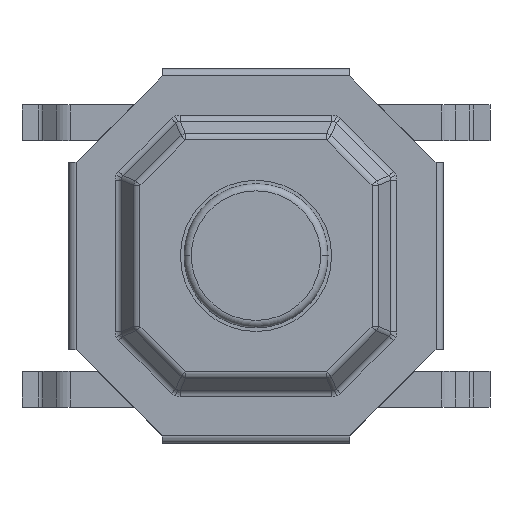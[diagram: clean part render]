
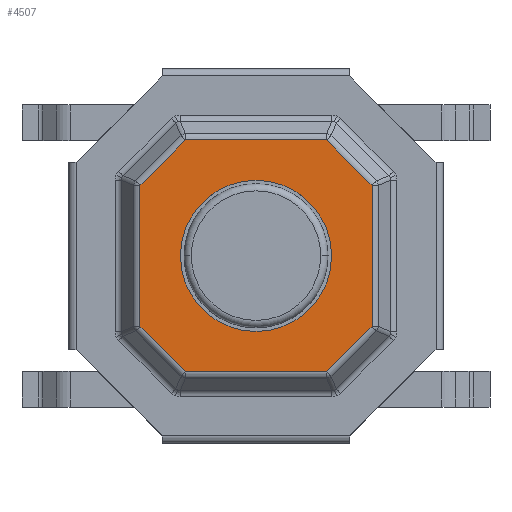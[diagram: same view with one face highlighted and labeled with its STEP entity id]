
A CAD part, top view. The second image highlights one B-rep face of the part: STEP entity #4507.
In plain terms, the highlighted planar face has unit normal (0, 0, 1).
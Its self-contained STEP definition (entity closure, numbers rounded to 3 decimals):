
#356 = VERTEX_POINT ( 'NONE', #12245 ) ;
#453 = CARTESIAN_POINT ( 'NONE',  ( 1.611, 0.98, 1.2 ) ) ;
#464 = ORIENTED_EDGE ( 'NONE', *, *, #5237, .T. ) ;
#1233 = VECTOR ( 'NONE', #17904, 1000. ) ;
#1277 = CARTESIAN_POINT ( 'NONE',  ( -1.611, 0.98, 1.2 ) ) ;
#1278 = EDGE_CURVE ( 'NONE', #356, #13833, #3988, .T. ) ;
#1302 = EDGE_CURVE ( 'NONE', #14436, #356, #13984, .T. ) ;
#1358 = DIRECTION ( 'NONE',  ( -0.707, -0.707, 0. ) ) ;
#2098 = ORIENTED_EDGE ( 'NONE', *, *, #9928, .F. ) ;
#2273 = VERTEX_POINT ( 'NONE', #14142 ) ;
#2481 = DIRECTION ( 'NONE',  ( 1., 0., 0. ) ) ;
#2600 = VERTEX_POINT ( 'NONE', #9314 ) ;
#2605 = FACE_OUTER_BOUND ( 'NONE', #17057, .T. ) ;
#2809 = DIRECTION ( 'NONE',  ( -0.707, 0.707, 0. ) ) ;
#2828 = DIRECTION ( 'NONE',  ( 0., 0., 1. ) ) ;
#3268 = VECTOR ( 'NONE', #10964, 1000. ) ;
#3901 = DIRECTION ( 'NONE',  ( 0., 0., 1. ) ) ;
#3988 = LINE ( 'NONE', #12842, #15779 ) ;
#4142 = ORIENTED_EDGE ( 'NONE', *, *, #1278, .T. ) ;
#4162 = VECTOR ( 'NONE', #2809, 1000. ) ;
#4331 = CARTESIAN_POINT ( 'NONE',  ( 1.296, -1.296, 1.2 ) ) ;
#4360 = CARTESIAN_POINT ( 'NONE',  ( 0., 1.611, 1.2 ) ) ;
#4376 = PLANE ( 'NONE',  #11138 ) ;
#4481 = CARTESIAN_POINT ( 'NONE',  ( 0.98, 1.611, 1.2 ) ) ;
#4507 = ADVANCED_FACE ( 'NONE', ( #2605, #12765 ), #4376, .F. ) ;
#4598 = VERTEX_POINT ( 'NONE', #453 ) ;
#5025 = VECTOR ( 'NONE', #8307, 1000. ) ;
#5237 = EDGE_CURVE ( 'NONE', #17821, #2600, #6124, .T. ) ;
#5337 = CARTESIAN_POINT ( 'NONE',  ( 0., 0., 1.2 ) ) ;
#5714 = ORIENTED_EDGE ( 'NONE', *, *, #6427, .T. ) ;
#6124 = LINE ( 'NONE', #4360, #1233 ) ;
#6169 = CARTESIAN_POINT ( 'NONE',  ( -1.611, 0., 1.2 ) ) ;
#6199 = ORIENTED_EDGE ( 'NONE', *, *, #15075, .T. ) ;
#6427 = EDGE_CURVE ( 'NONE', #9232, #14436, #9413, .T. ) ;
#6903 = AXIS2_PLACEMENT_3D ( 'NONE', #5337, #3901, #14092 ) ;
#7225 = DIRECTION ( 'NONE',  ( 0.707, 0.707, 0. ) ) ;
#8042 = CIRCLE ( 'NONE', #10526, 1.05 ) ;
#8307 = DIRECTION ( 'NONE',  ( 0.707, -0.707, 0. ) ) ;
#8718 = DIRECTION ( 'NONE',  ( 0., 0., -1. ) ) ;
#8859 = DIRECTION ( 'NONE',  ( 1., 0., 0. ) ) ;
#9021 = ORIENTED_EDGE ( 'NONE', *, *, #18226, .T. ) ;
#9232 = VERTEX_POINT ( 'NONE', #1277 ) ;
#9314 = CARTESIAN_POINT ( 'NONE',  ( -0.98, 1.611, 1.2 ) ) ;
#9413 = LINE ( 'NONE', #6169, #3268 ) ;
#9467 = CARTESIAN_POINT ( 'NONE',  ( -1.296, -1.296, 1.2 ) ) ;
#9585 = CARTESIAN_POINT ( 'NONE',  ( 0.98, -1.611, 1.2 ) ) ;
#9669 = VECTOR ( 'NONE', #7225, 1000. ) ;
#9928 = EDGE_CURVE ( 'NONE', #17854, #2273, #8042, .T. ) ;
#10285 = CARTESIAN_POINT ( 'NONE',  ( 1.296, 1.296, 1.2 ) ) ;
#10404 = VECTOR ( 'NONE', #1358, 1000. ) ;
#10526 = AXIS2_PLACEMENT_3D ( 'NONE', #13012, #2828, #8859 ) ;
#10853 = ORIENTED_EDGE ( 'NONE', *, *, #10901, .T. ) ;
#10901 = EDGE_CURVE ( 'NONE', #4598, #17821, #12989, .T. ) ;
#10964 = DIRECTION ( 'NONE',  ( 0., -1., 0. ) ) ;
#11138 = AXIS2_PLACEMENT_3D ( 'NONE', #13161, #8718, #16103 ) ;
#12245 = CARTESIAN_POINT ( 'NONE',  ( -0.98, -1.611, 1.2 ) ) ;
#12616 = LINE ( 'NONE', #4331, #9669 ) ;
#12765 = FACE_BOUND ( 'NONE', #13028, .T. ) ;
#12796 = CARTESIAN_POINT ( 'NONE',  ( -1.611, -0.98, 1.2 ) ) ;
#12842 = CARTESIAN_POINT ( 'NONE',  ( 0., -1.611, 1.2 ) ) ;
#12921 = CARTESIAN_POINT ( 'NONE',  ( 1.611, 0., 1.2 ) ) ;
#12989 = LINE ( 'NONE', #10285, #4162 ) ;
#13012 = CARTESIAN_POINT ( 'NONE',  ( 0., 0., 1.2 ) ) ;
#13028 = EDGE_LOOP ( 'NONE', ( #14798, #2098 ) ) ;
#13056 = CIRCLE ( 'NONE', #6903, 1.05 ) ;
#13161 = CARTESIAN_POINT ( 'NONE',  ( 0., 0., 1.2 ) ) ;
#13254 = CARTESIAN_POINT ( 'NONE',  ( -1.05, 0., 1.2 ) ) ;
#13833 = VERTEX_POINT ( 'NONE', #9585 ) ;
#13984 = LINE ( 'NONE', #9467, #5025 ) ;
#14092 = DIRECTION ( 'NONE',  ( 1., 0., 0. ) ) ;
#14142 = CARTESIAN_POINT ( 'NONE',  ( 1.05, 0., 1.2 ) ) ;
#14436 = VERTEX_POINT ( 'NONE', #12796 ) ;
#14798 = ORIENTED_EDGE ( 'NONE', *, *, #14884, .F. ) ;
#14884 = EDGE_CURVE ( 'NONE', #2273, #17854, #13056, .T. ) ;
#14960 = CARTESIAN_POINT ( 'NONE',  ( 1.611, -0.98, 1.2 ) ) ;
#15075 = EDGE_CURVE ( 'NONE', #13833, #15768, #12616, .T. ) ;
#15768 = VERTEX_POINT ( 'NONE', #14960 ) ;
#15779 = VECTOR ( 'NONE', #2481, 1000. ) ;
#16011 = ORIENTED_EDGE ( 'NONE', *, *, #1302, .T. ) ;
#16103 = DIRECTION ( 'NONE',  ( -1., 0., 0. ) ) ;
#16503 = ORIENTED_EDGE ( 'NONE', *, *, #16982, .T. ) ;
#16982 = EDGE_CURVE ( 'NONE', #2600, #9232, #18419, .T. ) ;
#17057 = EDGE_LOOP ( 'NONE', ( #464, #16503, #5714, #16011, #4142, #6199, #9021, #10853 ) ) ;
#17153 = DIRECTION ( 'NONE',  ( 0., 1., 0. ) ) ;
#17326 = LINE ( 'NONE', #12921, #18846 ) ;
#17821 = VERTEX_POINT ( 'NONE', #4481 ) ;
#17854 = VERTEX_POINT ( 'NONE', #13254 ) ;
#17904 = DIRECTION ( 'NONE',  ( -1., 0., 0. ) ) ;
#18226 = EDGE_CURVE ( 'NONE', #15768, #4598, #17326, .T. ) ;
#18419 = LINE ( 'NONE', #18726, #10404 ) ;
#18726 = CARTESIAN_POINT ( 'NONE',  ( -1.296, 1.296, 1.2 ) ) ;
#18846 = VECTOR ( 'NONE', #17153, 1000. ) ;
